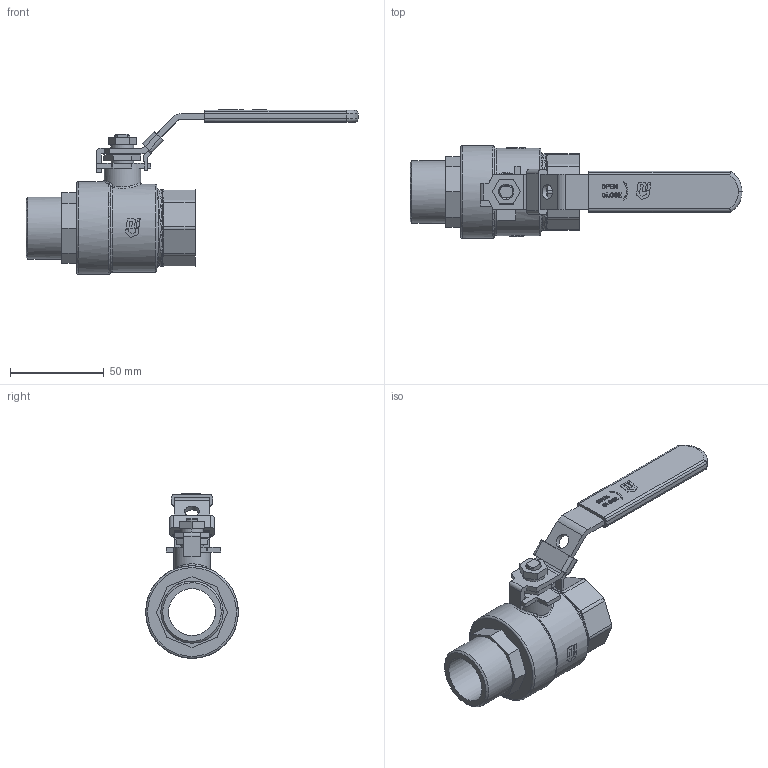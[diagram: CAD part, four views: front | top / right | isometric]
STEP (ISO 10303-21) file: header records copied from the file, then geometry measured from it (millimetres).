
FILE_DESCRIPTION(('HOOPS Exchange Step'),'2;1');
FILE_NAME('GK19_DN25.stp','2026-01-12T08:16:35+01:00',('nieru'),('Unknown organisation'),'HOOPS Exchange 2024.2','HOOPS Exchange','Unknown authorisation');
FILE_SCHEMA( ('AP203_CONFIGURATION_CONTROLLED_3D_DESIGN_OF_MECHANICAL_PARTS_AND_ASSEMBLIES_MIM_LF') );
Length unit declared in the file: millimetre
Products named in the file (2): 0; root
Assembly tree (1 placements, depth 2):
  root
    0
Bounding box: 177.5 x 49.5 x 88.05 mm (x, y, z)
Volume: 100681.7 mm3; surface area: 32186.9 mm2
Topology: 1 solids, 2 shells, 633 faces, 1783 edges, 1179 vertices
Faces by surface type: plane 283, bspline 230, cylinder 92, torus 20, cone 6, sphere 2
Full cylindrical faces by diameter (mm): 7.8 x1, 9.2 x1, 12 x1, 19.5 x1, 25 x1, 30.291 x1, 33.249 x1, 41 x1, 47 x1, 49.5 x1
Entity records: 33089 total; most frequent: CARTESIAN_POINT 18360, ORIENTED_EDGE 3566, DIRECTION 2086, EDGE_CURVE 1783, VERTEX_POINT 1179, VECTOR 910, LINE 910, B_SPLINE_CURVE_WITH_KNOTS 683
